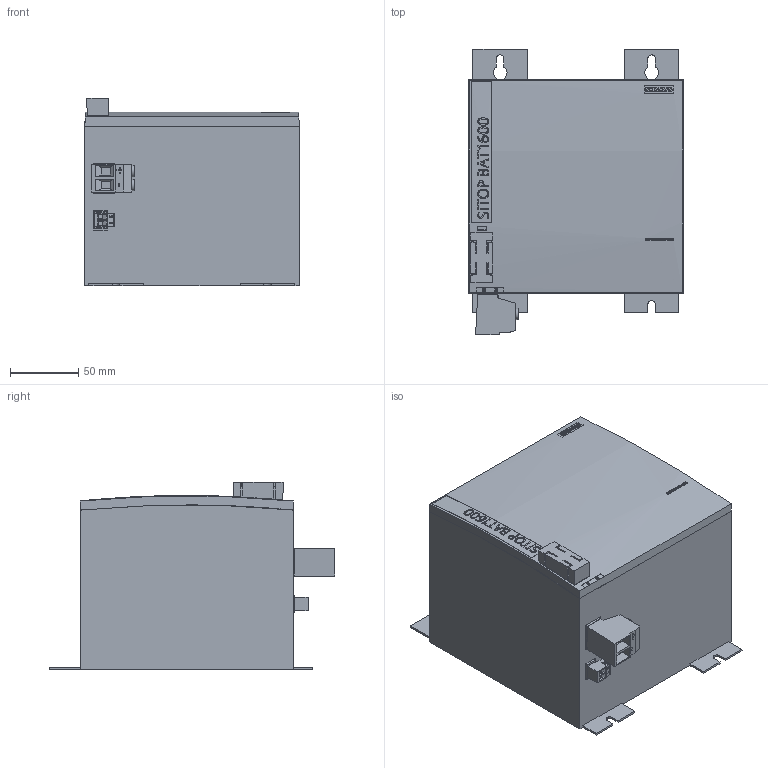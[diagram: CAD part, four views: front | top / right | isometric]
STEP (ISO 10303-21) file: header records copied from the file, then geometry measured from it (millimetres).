
FILE_DESCRIPTION(/* description */ (''),/* implementation_level */ '2;1');
FILE_NAME(/* name */ '6EP4134-0GE10-0AY0_3d.stp',/* time_stamp */ '2025-07-23T13:21:57+03:00',/* author */ (''),/* organization */ (''),/* preprocessor_version */ 'ST-DEVELOPER v20',/* originating_system */ 'SIEMENS PLM Software NX2406.3002',/* authorisation */ '');
FILE_SCHEMA (('AUTOMOTIVE_DESIGN { 1 0 10303 214 3 1 1 1 }'));
Products named in the file (1): A5E54380106T_RS-AA_001_2-6EP4134-0GE10-0AY0-low
Bounding box: 157.1 x 209.54 x 137.39 mm (x, y, z)
Volume: 3117625 mm3; surface area: 209702.4 mm2
Topology: 12 solids, 15 shells, 1139 faces, 3007 edges, 1995 vertices
Faces by surface type: plane 685, cylinder 273, extrusion 109, bspline 66, sphere 4, cone 2
Full cylindrical faces by diameter (mm): 0.609 x1, 1.4 x2, 2.8 x2, 3.783 x2, 4 x2, 6.3 x2, 8.3 x2
Entity records: 62749 total; most frequent: CARTESIAN_POINT 33562, ORIENTED_EDGE 5958, DIRECTION 4580, EDGE_CURVE 2979, VERTEX_POINT 1986, AXIS2_PLACEMENT_3D 1534, VECTOR 1512, LINE 1403
